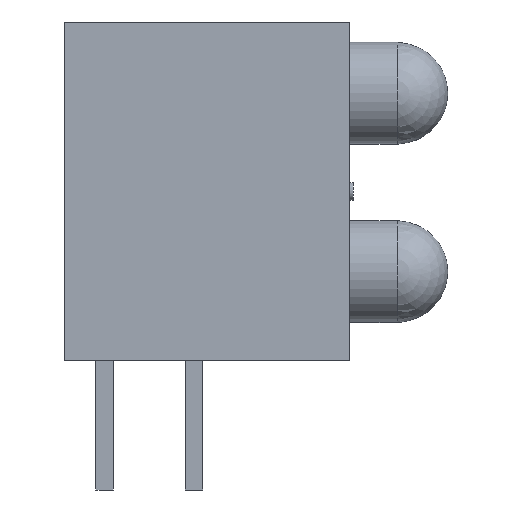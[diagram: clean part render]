
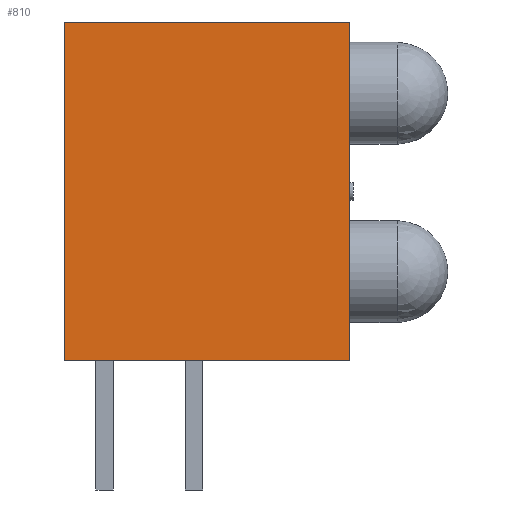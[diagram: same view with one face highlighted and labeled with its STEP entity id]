
A CAD part, left-side view. The second image highlights one B-rep face of the part: STEP entity #810.
In plain terms, the highlighted planar face has unit normal (-1, 0, 0).
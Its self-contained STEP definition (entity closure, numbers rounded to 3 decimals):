
#522=CARTESIAN_POINT('',(-2.15,-4.505,8.065));
#523=VERTEX_POINT('',#522);
#584=CARTESIAN_POINT('',(-2.15,3.625,8.065));
#585=VERTEX_POINT('',#584);
#592=CARTESIAN_POINT('',(-2.15,-4.505,8.065));
#593=DIRECTION('',(0.,1.,-0.));
#594=VECTOR('',#593,8.13);
#595=LINE('',#592,#594);
#596=EDGE_CURVE('NONE',#523,#585,#595,.T.);
#644=CARTESIAN_POINT('',(-2.15,3.625,-1.585));
#645=VERTEX_POINT('',#644);
#652=CARTESIAN_POINT('',(-2.15,3.625,8.065));
#653=DIRECTION('',(-0.,-0.,-1.));
#654=VECTOR('',#653,9.65);
#655=LINE('',#652,#654);
#656=EDGE_CURVE('NONE',#585,#645,#655,.T.);
#680=CARTESIAN_POINT('',(-2.15,-4.505,-1.585));
#681=VERTEX_POINT('',#680);
#682=CARTESIAN_POINT('',(-2.15,-4.505,8.065));
#683=DIRECTION('',(-0.,0.,-1.));
#684=VECTOR('',#683,9.65);
#685=LINE('',#682,#684);
#686=EDGE_CURVE('NONE',#523,#681,#685,.T.);
#735=CARTESIAN_POINT('',(-2.15,-4.505,-1.585));
#736=DIRECTION('',(-0.,1.,-0.));
#737=VECTOR('',#736,8.13);
#738=LINE('',#735,#737);
#739=EDGE_CURVE('NONE',#681,#645,#738,.T.);
#799=CARTESIAN_POINT('',(-2.15,10.191,3.311));
#800=DIRECTION('',(1.,0.,0.));
#801=DIRECTION('',(0.,1.,-0.));
#802=AXIS2_PLACEMENT_3D('',#799,#800,#801);
#803=PLANE('',#802);
#804=ORIENTED_EDGE('',*,*,#739,.F.);
#805=ORIENTED_EDGE('',*,*,#686,.F.);
#806=ORIENTED_EDGE('',*,*,#596,.T.);
#807=ORIENTED_EDGE('',*,*,#656,.T.);
#808=EDGE_LOOP('',(#804,#805,#806,#807));
#809=FACE_BOUND('',#808,.T.);
#810=ADVANCED_FACE('NONE',(#809),#803,.F.);
